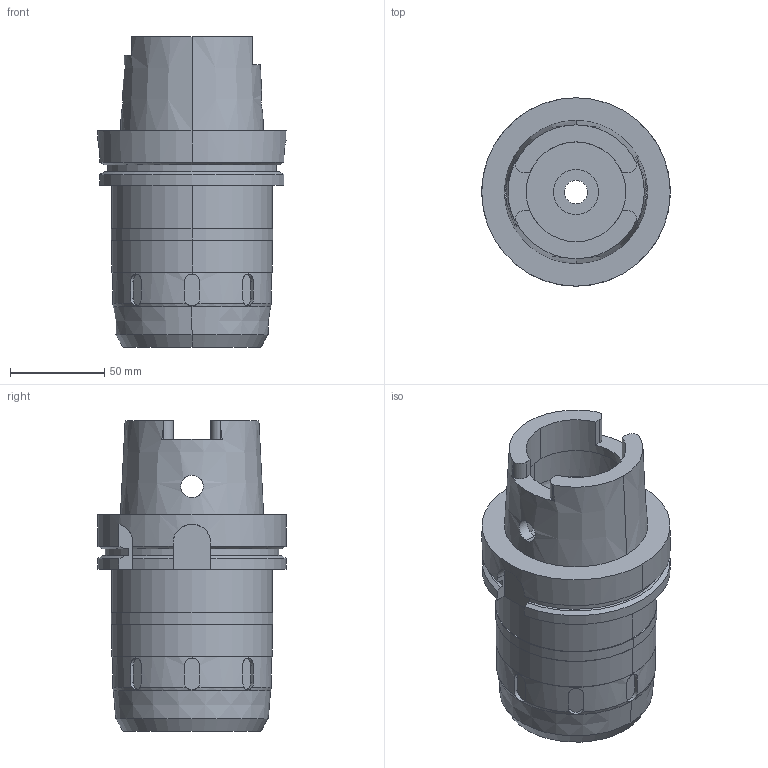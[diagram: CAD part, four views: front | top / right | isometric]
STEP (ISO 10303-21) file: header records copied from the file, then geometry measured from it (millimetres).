
FILE_DESCRIPTION((''),'2;1');
FILE_NAME('HSK-A100-HMC42S-115','2017-12-26T',('ykawabe'),(''),'CREO PARAMETRIC BY PTC INC, 2016380','CREO PARAMETRIC BY PTC INC, 2016380','');
FILE_SCHEMA(('AUTOMOTIVE_DESIGN { 1 0 10303 214 1 1 1 1 }'));
Length unit declared in the file: millimetre
Products named in the file (1): HSK-A100-HMC42S-115
Bounding box: 100 x 100 x 165 mm (x, y, z)
Volume: 610574.1 mm3; surface area: 83436.1 mm2
Topology: 1 solids, 1 shells, 141 faces, 418 edges, 283 vertices
Faces by surface type: cylinder 60, plane 59, cone 20, torus 2
Entity records: 6588 total; most frequent: CARTESIAN_POINT 1357, ORIENTED_EDGE 836, DIRECTION 789, PRESENTATION_STYLE_ASSIGNMENT 423, STYLED_ITEM 423, CURVE_STYLE 422, EDGE_CURVE 418, AXIS2_PLACEMENT_3D 303
